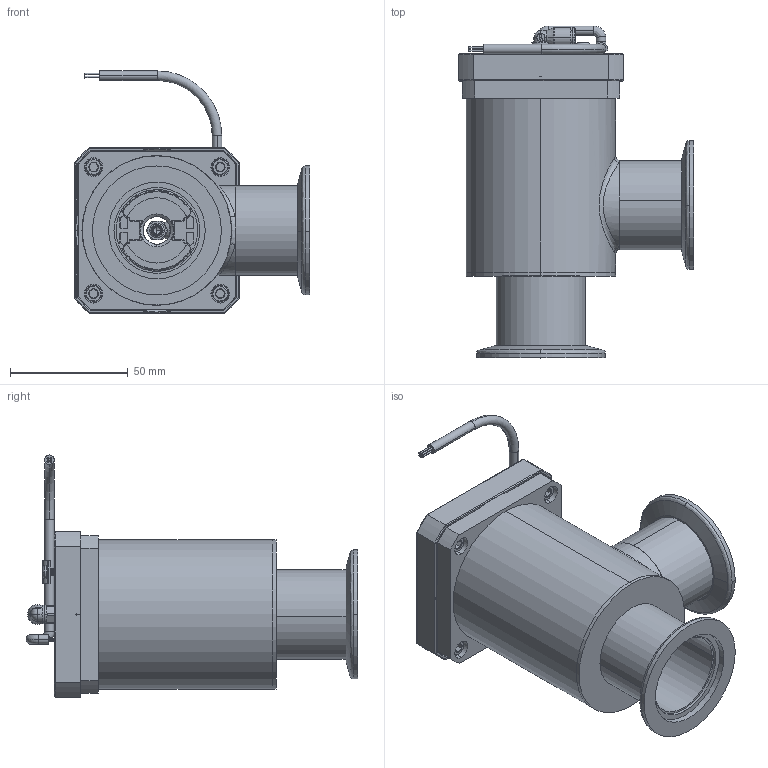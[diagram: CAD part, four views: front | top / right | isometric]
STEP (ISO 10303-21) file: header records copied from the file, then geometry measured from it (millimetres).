
FILE_DESCRIPTION (( 'STEP AP203' ), '1' );
FILE_NAME ('NAP-S04120.STEP', '2023-11-16T22:27:22', ( '' ), ( '' ), 'SwSTEP 2.0', 'SolidWorks 2020', '' );
FILE_SCHEMA (( 'CONFIG_CONTROL_DESIGN' ));
Length unit declared in the file: inch
Products named in the file (1): NAP-S04120
Bounding box: 100.18 x 141.25 x 103.02 mm (x, y, z)
Volume: 109917.4 mm3; surface area: 110035.3 mm2
Topology: 31 solids, 31 shells, 2225 faces, 6009 edges, 3914 vertices
Faces by surface type: plane 845, cylinder 658, cone 504, bspline 139, torus 76, sphere 3
Entity records: 87142 total; most frequent: CARTESIAN_POINT 33733, ORIENTED_EDGE 12014, DIRECTION 10393, EDGE_CURVE 6007, VERTEX_POINT 3914, AXIS2_PLACEMENT_3D 3845, VECTOR 2703, LINE 2703
